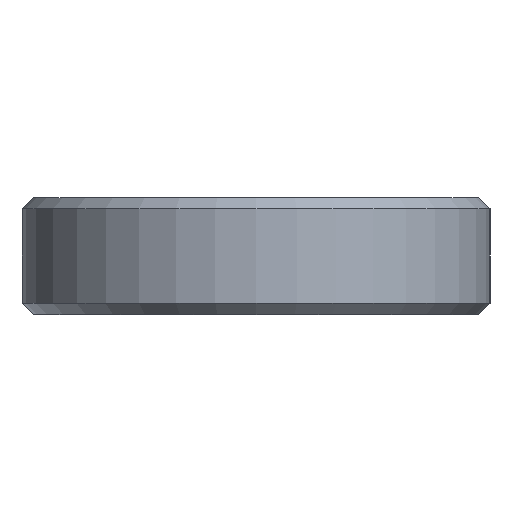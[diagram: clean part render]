
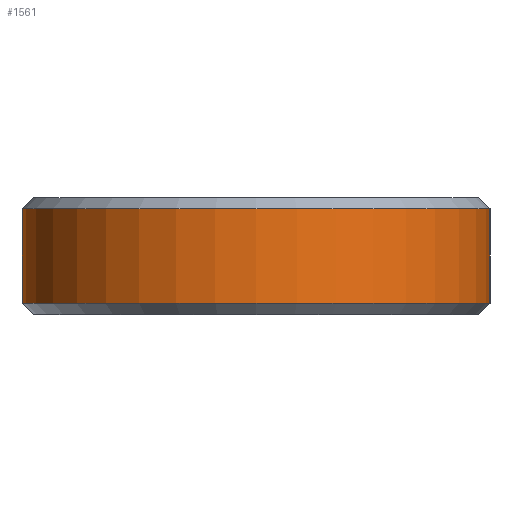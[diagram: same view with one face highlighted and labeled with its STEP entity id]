
A CAD part, left-side view. The second image highlights one B-rep face of the part: STEP entity #1561.
In plain terms, the highlighted cylindrical face has radius 6.25 mm (diameter 12.5 mm), a partial arc.
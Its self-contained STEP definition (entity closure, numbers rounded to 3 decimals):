
#45 = CONICAL_SURFACE('',#46,6.25,0.785);
#46 = AXIS2_PLACEMENT_3D('',#47,#48,#49);
#47 = CARTESIAN_POINT('',(0.,0.,0.3));
#48 = DIRECTION('',(0.,0.,1.));
#49 = DIRECTION('',(0.,1.,0.));
#578 = VERTEX_POINT('',#579);
#579 = CARTESIAN_POINT('',(0.,6.25,0.3));
#602 = VERTEX_POINT('',#603);
#603 = CARTESIAN_POINT('',(0.,-6.25,0.3));
#624 = EDGE_CURVE('',#578,#602,#625,.T.);
#625 = SURFACE_CURVE('',#626,(#631,#638),.PCURVE_S1.);
#626 = CIRCLE('',#627,6.25);
#627 = AXIS2_PLACEMENT_3D('',#628,#629,#630);
#628 = CARTESIAN_POINT('',(0.,0.,0.3));
#629 = DIRECTION('',(0.,-0.,1.));
#630 = DIRECTION('',(0.,1.,0.));
#631 = PCURVE('',#45,#632);
#632 = DEFINITIONAL_REPRESENTATION('',(#633),#637);
#633 = LINE('',#634,#635);
#634 = CARTESIAN_POINT('',(0.,0.));
#635 = VECTOR('',#636,1.);
#636 = DIRECTION('',(1.,0.));
#637 = ( GEOMETRIC_REPRESENTATION_CONTEXT(2) 
PARAMETRIC_REPRESENTATION_CONTEXT() REPRESENTATION_CONTEXT('2D SPACE',''
  ) );
#638 = PCURVE('',#639,#644);
#639 = CYLINDRICAL_SURFACE('',#640,6.25);
#640 = AXIS2_PLACEMENT_3D('',#641,#642,#643);
#641 = CARTESIAN_POINT('',(0.,0.,0.));
#642 = DIRECTION('',(-0.,-0.,-1.));
#643 = DIRECTION('',(1.,0.,0.));
#644 = DEFINITIONAL_REPRESENTATION('',(#645),#649);
#645 = LINE('',#646,#647);
#646 = CARTESIAN_POINT('',(-1.571,-0.3));
#647 = VECTOR('',#648,1.);
#648 = DIRECTION('',(-1.,0.));
#649 = ( GEOMETRIC_REPRESENTATION_CONTEXT(2) 
PARAMETRIC_REPRESENTATION_CONTEXT() REPRESENTATION_CONTEXT('2D SPACE',''
  ) );
#693 = PLANE('',#694);
#694 = AXIS2_PLACEMENT_3D('',#695,#696,#697);
#695 = CARTESIAN_POINT('',(0.,6.25,0.));
#696 = DIRECTION('',(0.,1.,0.));
#697 = DIRECTION('',(1.,0.,0.));
#747 = PLANE('',#748);
#748 = AXIS2_PLACEMENT_3D('',#749,#750,#751);
#749 = CARTESIAN_POINT('',(0.,-6.25,0.));
#750 = DIRECTION('',(0.,1.,0.));
#751 = DIRECTION('',(1.,0.,0.));
#1561 = ADVANCED_FACE('',(#1562),#639,.T.);
#1562 = FACE_BOUND('',#1563,.F.);
#1563 = EDGE_LOOP('',(#1564,#1587,#1616,#1637));
#1564 = ORIENTED_EDGE('',*,*,#1565,.T.);
#1565 = EDGE_CURVE('',#578,#1566,#1568,.T.);
#1566 = VERTEX_POINT('',#1567);
#1567 = CARTESIAN_POINT('',(0.,6.25,2.825));
#1568 = SURFACE_CURVE('',#1569,(#1573,#1580),.PCURVE_S1.);
#1569 = LINE('',#1570,#1571);
#1570 = CARTESIAN_POINT('',(0.,6.25,0.));
#1571 = VECTOR('',#1572,1.);
#1572 = DIRECTION('',(0.,0.,1.));
#1573 = PCURVE('',#639,#1574);
#1574 = DEFINITIONAL_REPRESENTATION('',(#1575),#1579);
#1575 = LINE('',#1576,#1577);
#1576 = CARTESIAN_POINT('',(-1.571,0.));
#1577 = VECTOR('',#1578,1.);
#1578 = DIRECTION('',(-0.,-1.));
#1579 = ( GEOMETRIC_REPRESENTATION_CONTEXT(2) 
PARAMETRIC_REPRESENTATION_CONTEXT() REPRESENTATION_CONTEXT('2D SPACE',''
  ) );
#1580 = PCURVE('',#693,#1581);
#1581 = DEFINITIONAL_REPRESENTATION('',(#1582),#1586);
#1582 = LINE('',#1583,#1584);
#1583 = CARTESIAN_POINT('',(0.,0.));
#1584 = VECTOR('',#1585,1.);
#1585 = DIRECTION('',(0.,-1.));
#1586 = ( GEOMETRIC_REPRESENTATION_CONTEXT(2) 
PARAMETRIC_REPRESENTATION_CONTEXT() REPRESENTATION_CONTEXT('2D SPACE',''
  ) );
#1587 = ORIENTED_EDGE('',*,*,#1588,.T.);
#1588 = EDGE_CURVE('',#1566,#1589,#1591,.T.);
#1589 = VERTEX_POINT('',#1590);
#1590 = CARTESIAN_POINT('',(0.,-6.25,2.825));
#1591 = SURFACE_CURVE('',#1592,(#1597,#1604),.PCURVE_S1.);
#1592 = CIRCLE('',#1593,6.25);
#1593 = AXIS2_PLACEMENT_3D('',#1594,#1595,#1596);
#1594 = CARTESIAN_POINT('',(0.,0.,2.825));
#1595 = DIRECTION('',(0.,-0.,1.));
#1596 = DIRECTION('',(0.,1.,0.));
#1597 = PCURVE('',#639,#1598);
#1598 = DEFINITIONAL_REPRESENTATION('',(#1599),#1603);
#1599 = LINE('',#1600,#1601);
#1600 = CARTESIAN_POINT('',(-1.571,-2.825));
#1601 = VECTOR('',#1602,1.);
#1602 = DIRECTION('',(-1.,0.));
#1603 = ( GEOMETRIC_REPRESENTATION_CONTEXT(2) 
PARAMETRIC_REPRESENTATION_CONTEXT() REPRESENTATION_CONTEXT('2D SPACE',''
  ) );
#1604 = PCURVE('',#1605,#1610);
#1605 = CONICAL_SURFACE('',#1606,6.25,0.785);
#1606 = AXIS2_PLACEMENT_3D('',#1607,#1608,#1609);
#1607 = CARTESIAN_POINT('',(0.,0.,2.825));
#1608 = DIRECTION('',(-0.,-0.,-1.));
#1609 = DIRECTION('',(0.,1.,0.));
#1610 = DEFINITIONAL_REPRESENTATION('',(#1611),#1615);
#1611 = LINE('',#1612,#1613);
#1612 = CARTESIAN_POINT('',(-0.,-0.));
#1613 = VECTOR('',#1614,1.);
#1614 = DIRECTION('',(-1.,-0.));
#1615 = ( GEOMETRIC_REPRESENTATION_CONTEXT(2) 
PARAMETRIC_REPRESENTATION_CONTEXT() REPRESENTATION_CONTEXT('2D SPACE',''
  ) );
#1616 = ORIENTED_EDGE('',*,*,#1617,.F.);
#1617 = EDGE_CURVE('',#602,#1589,#1618,.T.);
#1618 = SURFACE_CURVE('',#1619,(#1623,#1630),.PCURVE_S1.);
#1619 = LINE('',#1620,#1621);
#1620 = CARTESIAN_POINT('',(0.,-6.25,0.));
#1621 = VECTOR('',#1622,1.);
#1622 = DIRECTION('',(0.,0.,1.));
#1623 = PCURVE('',#639,#1624);
#1624 = DEFINITIONAL_REPRESENTATION('',(#1625),#1629);
#1625 = LINE('',#1626,#1627);
#1626 = CARTESIAN_POINT('',(-4.712,0.));
#1627 = VECTOR('',#1628,1.);
#1628 = DIRECTION('',(-0.,-1.));
#1629 = ( GEOMETRIC_REPRESENTATION_CONTEXT(2) 
PARAMETRIC_REPRESENTATION_CONTEXT() REPRESENTATION_CONTEXT('2D SPACE',''
  ) );
#1630 = PCURVE('',#747,#1631);
#1631 = DEFINITIONAL_REPRESENTATION('',(#1632),#1636);
#1632 = LINE('',#1633,#1634);
#1633 = CARTESIAN_POINT('',(0.,0.));
#1634 = VECTOR('',#1635,1.);
#1635 = DIRECTION('',(0.,-1.));
#1636 = ( GEOMETRIC_REPRESENTATION_CONTEXT(2) 
PARAMETRIC_REPRESENTATION_CONTEXT() REPRESENTATION_CONTEXT('2D SPACE',''
  ) );
#1637 = ORIENTED_EDGE('',*,*,#624,.F.);
